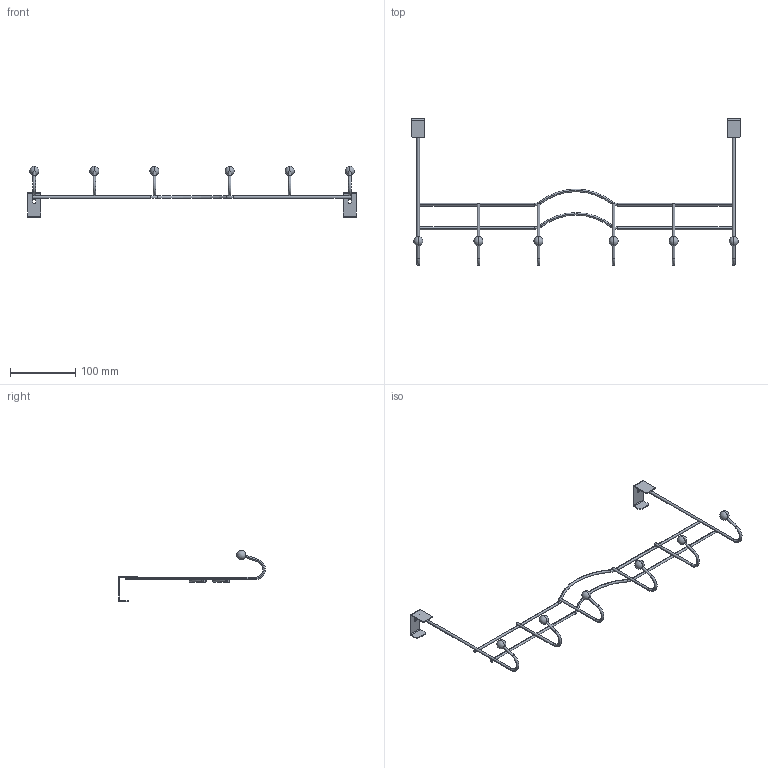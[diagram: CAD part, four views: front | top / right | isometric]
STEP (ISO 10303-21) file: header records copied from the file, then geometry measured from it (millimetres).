
FILE_DESCRIPTION(('Creo Elements/Direct Modeling STEP Export'),'2;1');
FILE_NAME('1829-490.stp','2018-12-18T11:40:55',(''),(''),'Creo Elements/Direct Modeling STEP processor for AP214 (Solid Model)','Creo Elements/Direct Modeling 20.0 12-Nov-2016 (C) Parametric Technology GmbH','');
FILE_SCHEMA(('AUTOMOTIVE_DESIGN { 1 0 10303 214 1 1 1 1 }'));
Length unit declared in the file: millimetre
Products named in the file (2): 1829-490
Assembly tree (1 placements, depth 2):
  1829-490
    1829-490
Bounding box: 503 x 224.95 x 78.58 mm (x, y, z)
Volume: 39198.1 mm3; surface area: 36509.1 mm2
Topology: 10 solids, 10 shells, 122 faces, 300 edges, 186 vertices
Faces by surface type: cylinder 52, plane 34, torus 24, sphere 12
Entity records: 3389 total; most frequent: ORIENTED_EDGE 584, DIRECTION 574, CARTESIAN_POINT 530, EDGE_CURVE 290, AXIS2_PLACEMENT_3D 230, VERTEX_POINT 186, EDGE_LOOP 126, FACE_OUTER_BOUND 122
